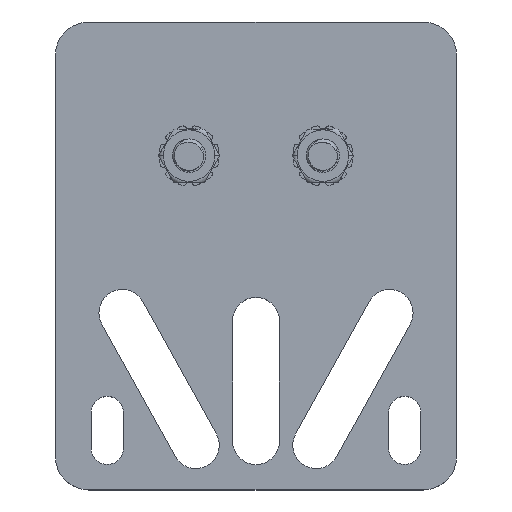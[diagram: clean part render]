
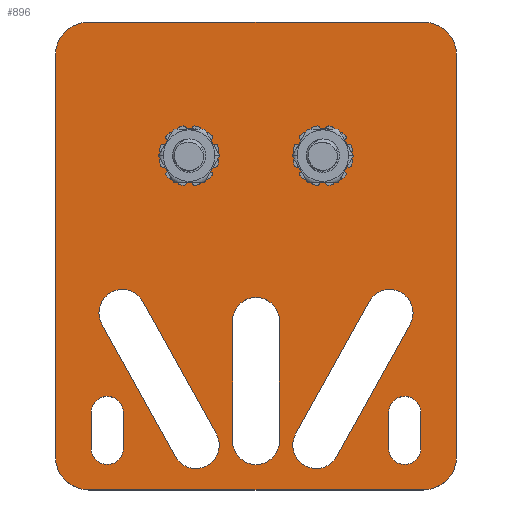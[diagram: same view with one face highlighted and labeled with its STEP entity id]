
A CAD part, top view. The second image highlights one B-rep face of the part: STEP entity #896.
In plain terms, the highlighted planar face has unit normal (0, 0, 1).
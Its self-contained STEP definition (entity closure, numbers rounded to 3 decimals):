
#179=CARTESIAN_POINT('',(25.,65.,2.66));
#180=DIRECTION('',(0.,0.,1.));
#181=DIRECTION('',(1.,0.,0.));
#182=AXIS2_PLACEMENT_3D('',#179,#180,#181);
#184=DIRECTION('',(0.,-1.,0.));
#185=VECTOR('',#184,60.);
#186=CARTESIAN_POINT('',(30.,65.,2.66));
#187=LINE('',#186,#185);
#188=CARTESIAN_POINT('',(25.,5.,2.66));
#189=DIRECTION('',(0.,0.,1.));
#190=DIRECTION('',(0.,-1.,0.));
#191=AXIS2_PLACEMENT_3D('',#188,#189,#190);
#193=DIRECTION('',(-1.,0.,0.));
#194=VECTOR('',#193,50.);
#195=CARTESIAN_POINT('',(25.,0.,2.66));
#196=LINE('',#195,#194);
#197=CARTESIAN_POINT('',(-25.,5.,2.66));
#198=DIRECTION('',(0.,0.,1.));
#199=DIRECTION('',(-1.,0.,0.));
#200=AXIS2_PLACEMENT_3D('',#197,#198,#199);
#202=DIRECTION('',(0.,1.,0.));
#203=VECTOR('',#202,60.);
#204=CARTESIAN_POINT('',(-30.,5.,2.66));
#205=LINE('',#204,#203);
#206=CARTESIAN_POINT('',(-25.,65.,2.66));
#207=DIRECTION('',(0.,0.,1.));
#208=DIRECTION('',(0.,1.,0.));
#209=AXIS2_PLACEMENT_3D('',#206,#207,#208);
#211=DIRECTION('',(1.,0.,0.));
#212=VECTOR('',#211,50.);
#213=CARTESIAN_POINT('',(-25.,70.,2.66));
#214=LINE('',#213,#212);
#215=CARTESIAN_POINT('',(0.,25.3,2.66));
#216=DIRECTION('',(0.,0.,1.));
#217=DIRECTION('',(1.,0.,0.));
#218=AXIS2_PLACEMENT_3D('',#215,#216,#217);
#220=DIRECTION('',(0.,1.,0.));
#221=VECTOR('',#220,18.);
#222=CARTESIAN_POINT('',(-3.5,7.3,2.66));
#223=LINE('',#222,#221);
#224=CARTESIAN_POINT('',(0.,7.3,2.66));
#225=DIRECTION('',(0.,0.,1.));
#226=DIRECTION('',(-1.,0.,0.));
#227=AXIS2_PLACEMENT_3D('',#224,#225,#226);
#229=DIRECTION('',(0.,-1.,0.));
#230=VECTOR('',#229,18.);
#231=CARTESIAN_POINT('',(3.5,25.3,2.66));
#232=LINE('',#231,#230);
#233=CARTESIAN_POINT('',(-9.,6.7,2.66));
#234=DIRECTION('',(0.,0.,1.));
#235=DIRECTION('',(-0.874,-0.486,0.));
#236=AXIS2_PLACEMENT_3D('',#233,#234,#235);
#238=DIRECTION('',(0.486,-0.874,0.));
#239=VECTOR('',#238,22.65);
#240=CARTESIAN_POINT('',(-16.94,28.2,2.66));
#241=LINE('',#240,#239);
#242=CARTESIAN_POINT('',(-20.,26.5,2.66));
#243=DIRECTION('',(0.,0.,1.));
#244=DIRECTION('',(0.874,0.486,0.));
#245=AXIS2_PLACEMENT_3D('',#242,#243,#244);
#247=DIRECTION('',(-0.486,0.874,0.));
#248=VECTOR('',#247,22.65);
#249=CARTESIAN_POINT('',(-12.06,5.,2.66));
#250=LINE('',#249,#248);
#251=DIRECTION('',(0.486,0.874,0.));
#252=VECTOR('',#251,22.65);
#253=CARTESIAN_POINT('',(5.94,8.4,2.66));
#254=LINE('',#253,#252);
#255=CARTESIAN_POINT('',(9.,6.7,2.66));
#256=DIRECTION('',(0.,0.,1.));
#257=DIRECTION('',(-0.874,0.486,0.));
#258=AXIS2_PLACEMENT_3D('',#255,#256,#257);
#260=DIRECTION('',(-0.486,-0.874,0.));
#261=VECTOR('',#260,22.65);
#262=CARTESIAN_POINT('',(23.06,24.8,2.66));
#263=LINE('',#262,#261);
#264=CARTESIAN_POINT('',(20.,26.5,2.66));
#265=DIRECTION('',(0.,0.,1.));
#266=DIRECTION('',(0.874,-0.486,0.));
#267=AXIS2_PLACEMENT_3D('',#264,#265,#266);
#269=CARTESIAN_POINT('',(-22.25,6.2,2.66));
#270=DIRECTION('',(0.,0.,1.));
#271=DIRECTION('',(-1.,0.,0.));
#272=AXIS2_PLACEMENT_3D('',#269,#270,#271);
#274=DIRECTION('',(0.,-1.,0.));
#275=VECTOR('',#274,5.4);
#276=CARTESIAN_POINT('',(-19.85,11.6,2.66));
#277=LINE('',#276,#275);
#278=CARTESIAN_POINT('',(-22.25,11.6,2.66));
#279=DIRECTION('',(0.,0.,1.));
#280=DIRECTION('',(1.,0.,0.));
#281=AXIS2_PLACEMENT_3D('',#278,#279,#280);
#283=DIRECTION('',(0.,1.,0.));
#284=VECTOR('',#283,5.4);
#285=CARTESIAN_POINT('',(-24.65,6.2,2.66));
#286=LINE('',#285,#284);
#287=DIRECTION('',(0.,1.,0.));
#288=VECTOR('',#287,5.4);
#289=CARTESIAN_POINT('',(19.85,6.2,2.66));
#290=LINE('',#289,#288);
#291=CARTESIAN_POINT('',(22.25,6.2,2.66));
#292=DIRECTION('',(0.,0.,1.));
#293=DIRECTION('',(-1.,0.,0.));
#294=AXIS2_PLACEMENT_3D('',#291,#292,#293);
#296=DIRECTION('',(0.,-1.,0.));
#297=VECTOR('',#296,5.4);
#298=CARTESIAN_POINT('',(24.65,11.6,2.66));
#299=LINE('',#298,#297);
#300=CARTESIAN_POINT('',(22.25,11.6,2.66));
#301=DIRECTION('',(0.,0.,1.));
#302=DIRECTION('',(1.,0.,0.));
#303=AXIS2_PLACEMENT_3D('',#300,#301,#302);
#305=CARTESIAN_POINT('',(-10.,50.,2.66));
#306=DIRECTION('',(0.,0.,1.));
#307=DIRECTION('',(-1.,0.,0.));
#308=AXIS2_PLACEMENT_3D('',#305,#306,#307);
#310=CARTESIAN_POINT('',(-10.,50.,2.66));
#311=DIRECTION('',(0.,0.,1.));
#312=DIRECTION('',(1.,0.,0.));
#313=AXIS2_PLACEMENT_3D('',#310,#311,#312);
#315=CARTESIAN_POINT('',(10.,50.,2.66));
#316=DIRECTION('',(0.,0.,-1.));
#317=DIRECTION('',(1.,0.,0.));
#318=AXIS2_PLACEMENT_3D('',#315,#316,#317);
#320=CARTESIAN_POINT('',(10.,50.,2.66));
#321=DIRECTION('',(0.,0.,-1.));
#322=DIRECTION('',(-1.,0.,0.));
#323=AXIS2_PLACEMENT_3D('',#320,#321,#322);
#481=CARTESIAN_POINT('',(30.,65.,2.66));
#482=VERTEX_POINT('',#481);
#483=CARTESIAN_POINT('',(25.,70.,2.66));
#484=VERTEX_POINT('',#483);
#489=CARTESIAN_POINT('',(25.,0.,2.66));
#490=VERTEX_POINT('',#489);
#491=CARTESIAN_POINT('',(30.,5.,2.66));
#492=VERTEX_POINT('',#491);
#497=CARTESIAN_POINT('',(-30.,5.,2.66));
#498=VERTEX_POINT('',#497);
#499=CARTESIAN_POINT('',(-25.,0.,2.66));
#500=VERTEX_POINT('',#499);
#505=CARTESIAN_POINT('',(-25.,70.,2.66));
#506=VERTEX_POINT('',#505);
#507=CARTESIAN_POINT('',(-30.,65.,2.66));
#508=VERTEX_POINT('',#507);
#517=CARTESIAN_POINT('',(3.5,25.3,2.66));
#518=CARTESIAN_POINT('',(-3.5,25.3,2.66));
#519=VERTEX_POINT('',#517);
#520=VERTEX_POINT('',#518);
#521=CARTESIAN_POINT('',(3.5,7.3,2.66));
#522=VERTEX_POINT('',#521);
#523=CARTESIAN_POINT('',(-3.5,7.3,2.66));
#524=VERTEX_POINT('',#523);
#541=CARTESIAN_POINT('',(5.94,8.4,2.66));
#542=CARTESIAN_POINT('',(16.94,28.2,2.66));
#543=VERTEX_POINT('',#541);
#544=VERTEX_POINT('',#542);
#545=CARTESIAN_POINT('',(23.06,24.8,2.66));
#546=VERTEX_POINT('',#545);
#547=CARTESIAN_POINT('',(12.06,5.,2.66));
#548=VERTEX_POINT('',#547);
#549=CARTESIAN_POINT('',(-12.06,5.,2.66));
#550=CARTESIAN_POINT('',(-5.94,8.4,2.66));
#551=VERTEX_POINT('',#549);
#552=VERTEX_POINT('',#550);
#553=CARTESIAN_POINT('',(-23.06,24.8,2.66));
#554=VERTEX_POINT('',#553);
#555=CARTESIAN_POINT('',(-16.94,28.2,2.66));
#556=VERTEX_POINT('',#555);
#573=CARTESIAN_POINT('',(19.85,6.2,2.66));
#574=CARTESIAN_POINT('',(19.85,11.6,2.66));
#575=VERTEX_POINT('',#573);
#576=VERTEX_POINT('',#574);
#577=CARTESIAN_POINT('',(24.65,11.6,2.66));
#578=VERTEX_POINT('',#577);
#579=CARTESIAN_POINT('',(24.65,6.2,2.66));
#580=VERTEX_POINT('',#579);
#581=CARTESIAN_POINT('',(-24.65,6.2,2.66));
#582=CARTESIAN_POINT('',(-19.85,6.2,2.66));
#583=VERTEX_POINT('',#581);
#584=VERTEX_POINT('',#582);
#585=CARTESIAN_POINT('',(-24.65,11.6,2.66));
#586=VERTEX_POINT('',#585);
#587=CARTESIAN_POINT('',(-19.85,11.6,2.66));
#588=VERTEX_POINT('',#587);
#601=CARTESIAN_POINT('',(-12.5,50.,2.66));
#602=CARTESIAN_POINT('',(-7.5,50.,2.66));
#603=VERTEX_POINT('',#601);
#604=VERTEX_POINT('',#602);
#613=CARTESIAN_POINT('',(12.5,50.,2.66));
#614=VERTEX_POINT('',#613);
#617=CARTESIAN_POINT('',(7.5,50.,2.66));
#618=VERTEX_POINT('',#617);
#819=CARTESIAN_POINT('',(0.,0.,2.66));
#820=DIRECTION('',(0.,0.,1.));
#821=DIRECTION('',(1.,0.,0.));
#822=AXIS2_PLACEMENT_3D('',#819,#820,#821);
#823=PLANE('',#822);
#824=ORIENTED_EDGE('',*,*,#715,.F.);
#825=ORIENTED_EDGE('',*,*,#731,.T.);
#826=ORIENTED_EDGE('',*,*,#744,.F.);
#827=ORIENTED_EDGE('',*,*,#759,.T.);
#828=ORIENTED_EDGE('',*,*,#772,.F.);
#829=ORIENTED_EDGE('',*,*,#787,.T.);
#830=ORIENTED_EDGE('',*,*,#800,.F.);
#831=ORIENTED_EDGE('',*,*,#812,.T.);
#832=EDGE_LOOP('',(#824,#825,#826,#827,#828,#829,#830,#831));
#833=FACE_OUTER_BOUND('',#832,.F.);
#835=ORIENTED_EDGE('',*,*,#834,.T.);
#837=ORIENTED_EDGE('',*,*,#836,.F.);
#839=ORIENTED_EDGE('',*,*,#838,.T.);
#841=ORIENTED_EDGE('',*,*,#840,.F.);
#842=EDGE_LOOP('',(#835,#837,#839,#841));
#843=FACE_BOUND('',#842,.F.);
#845=ORIENTED_EDGE('',*,*,#844,.T.);
#847=ORIENTED_EDGE('',*,*,#846,.F.);
#849=ORIENTED_EDGE('',*,*,#848,.T.);
#851=ORIENTED_EDGE('',*,*,#850,.F.);
#852=EDGE_LOOP('',(#845,#847,#849,#851));
#853=FACE_BOUND('',#852,.F.);
#855=ORIENTED_EDGE('',*,*,#854,.F.);
#857=ORIENTED_EDGE('',*,*,#856,.T.);
#859=ORIENTED_EDGE('',*,*,#858,.F.);
#861=ORIENTED_EDGE('',*,*,#860,.T.);
#862=EDGE_LOOP('',(#855,#857,#859,#861));
#863=FACE_BOUND('',#862,.F.);
#865=ORIENTED_EDGE('',*,*,#864,.T.);
#867=ORIENTED_EDGE('',*,*,#866,.F.);
#869=ORIENTED_EDGE('',*,*,#868,.T.);
#871=ORIENTED_EDGE('',*,*,#870,.F.);
#872=EDGE_LOOP('',(#865,#867,#869,#871));
#873=FACE_BOUND('',#872,.F.);
#875=ORIENTED_EDGE('',*,*,#874,.F.);
#877=ORIENTED_EDGE('',*,*,#876,.T.);
#879=ORIENTED_EDGE('',*,*,#878,.F.);
#881=ORIENTED_EDGE('',*,*,#880,.T.);
#882=EDGE_LOOP('',(#875,#877,#879,#881));
#883=FACE_BOUND('',#882,.F.);
#885=ORIENTED_EDGE('',*,*,#884,.T.);
#887=ORIENTED_EDGE('',*,*,#886,.T.);
#888=EDGE_LOOP('',(#885,#887));
#889=FACE_BOUND('',#888,.F.);
#891=ORIENTED_EDGE('',*,*,#890,.F.);
#893=ORIENTED_EDGE('',*,*,#892,.F.);
#894=EDGE_LOOP('',(#891,#893));
#895=FACE_BOUND('',#894,.F.);
#896=ADVANCED_FACE('',(#833,#843,#853,#863,#873,#883,#889,#895),#823,.T.);
#183=CIRCLE('',#182,5.);
#192=CIRCLE('',#191,5.);
#201=CIRCLE('',#200,5.);
#210=CIRCLE('',#209,5.);
#219=CIRCLE('',#218,3.5);
#228=CIRCLE('',#227,3.5);
#237=CIRCLE('',#236,3.5);
#246=CIRCLE('',#245,3.5);
#259=CIRCLE('',#258,3.5);
#268=CIRCLE('',#267,3.5);
#273=CIRCLE('',#272,2.4);
#282=CIRCLE('',#281,2.4);
#295=CIRCLE('',#294,2.4);
#304=CIRCLE('',#303,2.4);
#309=CIRCLE('',#308,2.5);
#314=CIRCLE('',#313,2.5);
#319=CIRCLE('',#318,2.5);
#324=CIRCLE('',#323,2.5);
#715=EDGE_CURVE('',#482,#484,#183,.T.);
#731=EDGE_CURVE('',#482,#492,#187,.T.);
#744=EDGE_CURVE('',#490,#492,#192,.T.);
#759=EDGE_CURVE('',#490,#500,#196,.T.);
#772=EDGE_CURVE('',#498,#500,#201,.T.);
#787=EDGE_CURVE('',#498,#508,#205,.T.);
#800=EDGE_CURVE('',#506,#508,#210,.T.);
#812=EDGE_CURVE('',#506,#484,#214,.T.);
#834=EDGE_CURVE('',#519,#520,#219,.T.);
#836=EDGE_CURVE('',#524,#520,#223,.T.);
#838=EDGE_CURVE('',#524,#522,#228,.T.);
#840=EDGE_CURVE('',#519,#522,#232,.T.);
#844=EDGE_CURVE('',#551,#552,#237,.T.);
#846=EDGE_CURVE('',#556,#552,#241,.T.);
#848=EDGE_CURVE('',#556,#554,#246,.T.);
#850=EDGE_CURVE('',#551,#554,#250,.T.);
#854=EDGE_CURVE('',#543,#544,#254,.T.);
#856=EDGE_CURVE('',#543,#548,#259,.T.);
#858=EDGE_CURVE('',#546,#548,#263,.T.);
#860=EDGE_CURVE('',#546,#544,#268,.T.);
#864=EDGE_CURVE('',#583,#584,#273,.T.);
#866=EDGE_CURVE('',#588,#584,#277,.T.);
#868=EDGE_CURVE('',#588,#586,#282,.T.);
#870=EDGE_CURVE('',#583,#586,#286,.T.);
#874=EDGE_CURVE('',#575,#576,#290,.T.);
#876=EDGE_CURVE('',#575,#580,#295,.T.);
#878=EDGE_CURVE('',#578,#580,#299,.T.);
#880=EDGE_CURVE('',#578,#576,#304,.T.);
#884=EDGE_CURVE('',#603,#604,#309,.T.);
#886=EDGE_CURVE('',#604,#603,#314,.T.);
#890=EDGE_CURVE('',#614,#618,#319,.T.);
#892=EDGE_CURVE('',#618,#614,#324,.T.);
